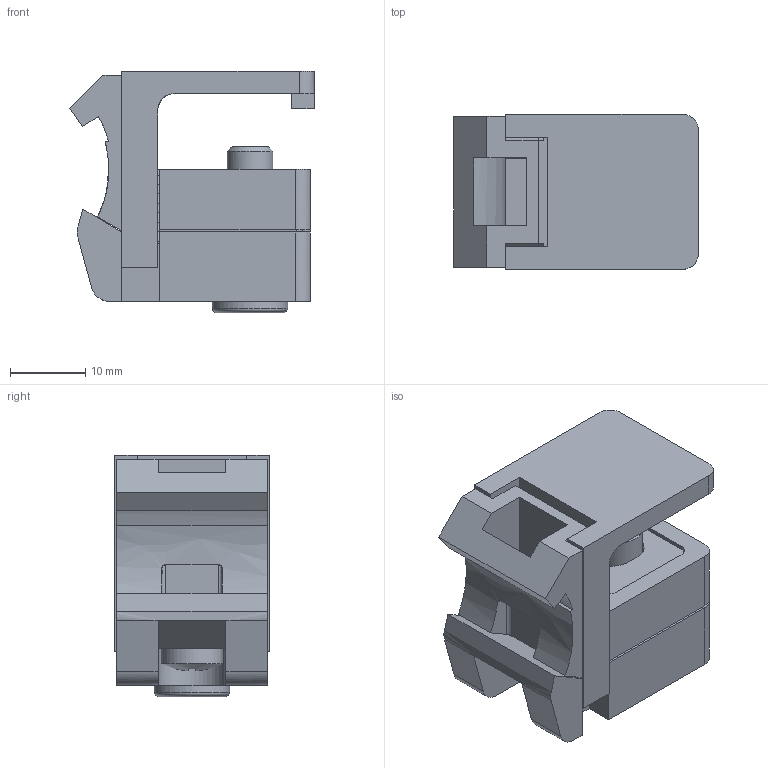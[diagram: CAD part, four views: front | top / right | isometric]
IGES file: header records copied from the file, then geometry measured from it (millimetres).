
Global section: file name: 623027; native system: Autodesk Inventor 2021; preprocessor: unknown; author: PC; date: 20201211.113535; units: millimetre
Bounding box: 32.39 x 20.5 x 32 mm (x, y, z)
Volume: 11111.7 mm3; surface area: 10526.1 mm2
Topology: 6 solids, 6 shells, 329 faces, 937 edges, 626 vertices
Faces by surface type: bspline 329
